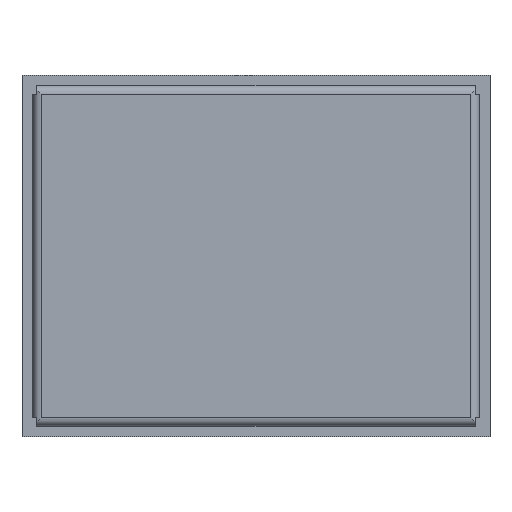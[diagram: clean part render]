
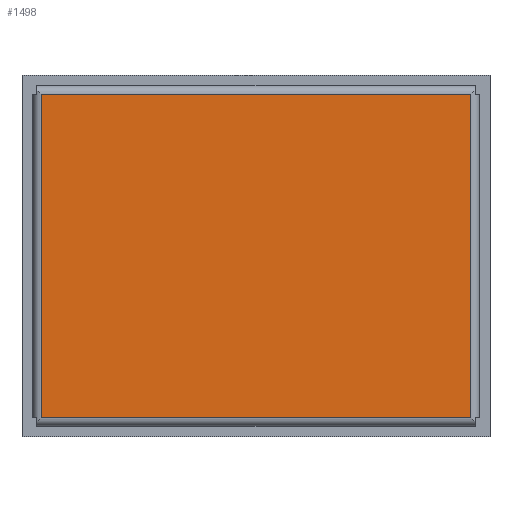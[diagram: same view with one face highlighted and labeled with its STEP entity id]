
A CAD part, top view. The second image highlights one B-rep face of the part: STEP entity #1498.
In plain terms, the highlighted planar face has unit normal (0, 0, 1).
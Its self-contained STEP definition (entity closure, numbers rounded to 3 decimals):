
#41 = VERTEX_POINT ( 'NONE', #11313 ) ;
#265 = EDGE_CURVE ( 'NONE', #10028, #12966, #6396, .T. ) ;
#1302 = CARTESIAN_POINT ( 'NONE',  ( -10.1, -7.6, 0.8 ) ) ;
#1417 = ORIENTED_EDGE ( 'NONE', *, *, #7015, .T. ) ;
#1435 = VECTOR ( 'NONE', #6413, 1000. ) ;
#1498 = ADVANCED_FACE ( 'NONE', ( #8688 ), #6850, .F. ) ;
#1583 = EDGE_CURVE ( 'NONE', #11107, #41, #17206, .T. ) ;
#2111 = CARTESIAN_POINT ( 'NONE',  ( 10.1, -7.6, 0.8 ) ) ;
#2224 = CARTESIAN_POINT ( 'NONE',  ( -10.1, 7.6, 0.8 ) ) ;
#5109 = DIRECTION ( 'NONE',  ( -1., 0., 0. ) ) ;
#5563 = AXIS2_PLACEMENT_3D ( 'NONE', #11512, #17628, #9234 ) ;
#6396 = LINE ( 'NONE', #19425, #15614 ) ;
#6413 = DIRECTION ( 'NONE',  ( 0., 1., 0. ) ) ;
#6850 = PLANE ( 'NONE',  #5563 ) ;
#7015 = EDGE_CURVE ( 'NONE', #41, #10028, #18873, .T. ) ;
#7959 = VECTOR ( 'NONE', #5109, 1000. ) ;
#8688 = FACE_OUTER_BOUND ( 'NONE', #12853, .T. ) ;
#9234 = DIRECTION ( 'NONE',  ( -1., 0., 0. ) ) ;
#9431 = VECTOR ( 'NONE', #18363, 1000. ) ;
#10028 = VERTEX_POINT ( 'NONE', #2224 ) ;
#10258 = EDGE_CURVE ( 'NONE', #12966, #11107, #13466, .T. ) ;
#10294 = ORIENTED_EDGE ( 'NONE', *, *, #265, .T. ) ;
#11107 = VERTEX_POINT ( 'NONE', #2111 ) ;
#11273 = ORIENTED_EDGE ( 'NONE', *, *, #1583, .T. ) ;
#11313 = CARTESIAN_POINT ( 'NONE',  ( 10.1, 7.6, 0.8 ) ) ;
#11512 = CARTESIAN_POINT ( 'NONE',  ( 0., 0., 0.8 ) ) ;
#12853 = EDGE_LOOP ( 'NONE', ( #10294, #13247, #11273, #1417 ) ) ;
#12966 = VERTEX_POINT ( 'NONE', #1302 ) ;
#13247 = ORIENTED_EDGE ( 'NONE', *, *, #10258, .T. ) ;
#13466 = LINE ( 'NONE', #16661, #9431 ) ;
#13935 = CARTESIAN_POINT ( 'NONE',  ( 10.1, 0., 0.8 ) ) ;
#14048 = CARTESIAN_POINT ( 'NONE',  ( 0., 7.6, 0.8 ) ) ;
#14807 = DIRECTION ( 'NONE',  ( 0., -1., 0. ) ) ;
#15614 = VECTOR ( 'NONE', #14807, 1000. ) ;
#16661 = CARTESIAN_POINT ( 'NONE',  ( 0., -7.6, 0.8 ) ) ;
#17206 = LINE ( 'NONE', #13935, #1435 ) ;
#17628 = DIRECTION ( 'NONE',  ( 0., 0., -1. ) ) ;
#18363 = DIRECTION ( 'NONE',  ( 1., 0., 0. ) ) ;
#18873 = LINE ( 'NONE', #14048, #7959 ) ;
#19425 = CARTESIAN_POINT ( 'NONE',  ( -10.1, 0., 0.8 ) ) ;
